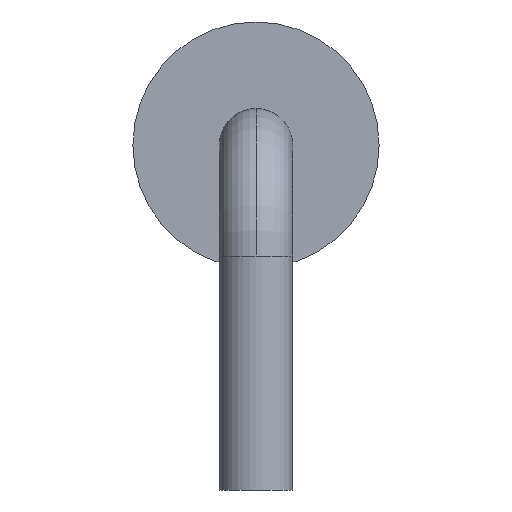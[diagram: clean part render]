
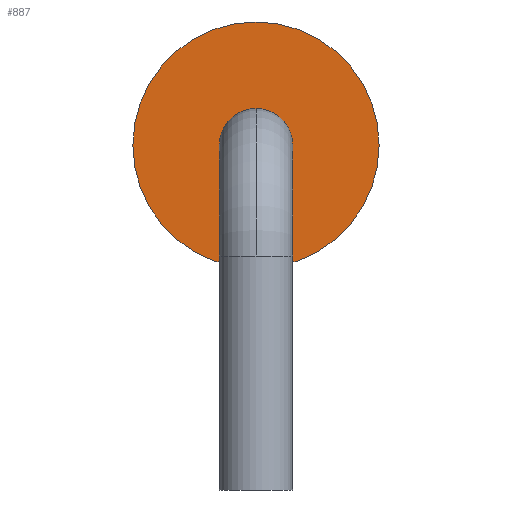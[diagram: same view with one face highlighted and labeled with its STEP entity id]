
A CAD part, left-side view. The second image highlights one B-rep face of the part: STEP entity #887.
In plain terms, the highlighted planar face has unit normal (-1, 0, 0).
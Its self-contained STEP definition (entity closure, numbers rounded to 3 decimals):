
#819=CARTESIAN_POINT('',(-3.5,2.0,2.0));
#820=VERTEX_POINT('',#819);
#836=CARTESIAN_POINT('',(-3.5,-2.0,2.));
#837=VERTEX_POINT('',#836);
#844=CARTESIAN_POINT('',(-3.5,0.0,2.0));
#845=DIRECTION('',(1.0,0.0,0.0));
#846=DIRECTION('',(0.0,1.0,0.0));
#847=AXIS2_PLACEMENT_3D('',#844,#845,#846);
#848=CIRCLE('',#847,2.0);
#849=EDGE_CURVE('',#837,#820,#848,.T.);
#860=CARTESIAN_POINT('',(-3.5,0.0,2.0));
#861=DIRECTION('',(1.0,0.0,0.0));
#862=DIRECTION('',(0.0,1.0,0.0));
#863=AXIS2_PLACEMENT_3D('',#860,#861,#862);
#864=CIRCLE('',#863,2.0);
#865=EDGE_CURVE('',#820,#837,#864,.T.);
#878=CARTESIAN_POINT('',(-3.5,0.0,2.0));
#879=DIRECTION('',(1.0,0.0,0.0));
#880=DIRECTION('',(0.0,0.0,-1.0));
#881=AXIS2_PLACEMENT_3D('',#878,#879,#880);
#882=PLANE('',#881);
#883=ORIENTED_EDGE('',*,*,#865,.F.);
#884=ORIENTED_EDGE('',*,*,#849,.F.);
#885=EDGE_LOOP('',(#883,#884));
#886=FACE_OUTER_BOUND('',#885,.T.);
#887=ADVANCED_FACE('',(#886),#882,.F.);
